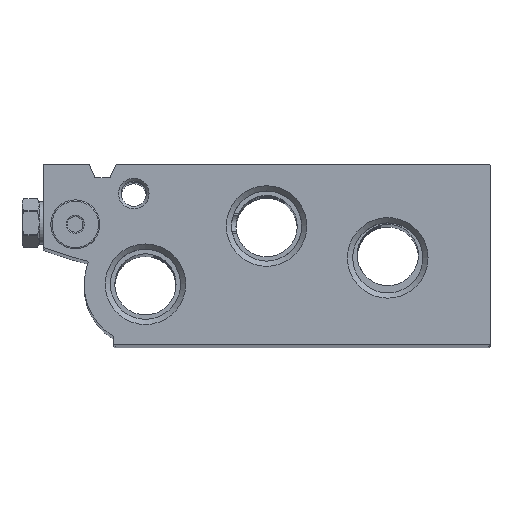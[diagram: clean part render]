
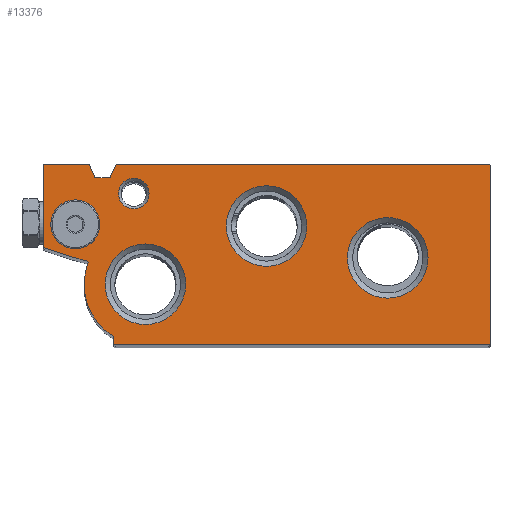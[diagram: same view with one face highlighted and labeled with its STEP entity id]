
A CAD part, top view. The second image highlights one B-rep face of the part: STEP entity #13376.
In plain terms, the highlighted face is planar.
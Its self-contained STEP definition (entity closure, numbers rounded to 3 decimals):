
#1036=LINE('',#20528,#1595);
#1081=LINE('',#20891,#1640);
#1137=LINE('',#21068,#1696);
#1211=LINE('',#24237,#1770);
#1215=LINE('',#24249,#1774);
#1223=LINE('',#24286,#1782);
#1226=LINE('',#24296,#1785);
#1230=LINE('',#24308,#1789);
#1234=LINE('',#24320,#1793);
#1595=VECTOR('',#16469,1000.);
#1640=VECTOR('',#16788,1000.);
#1696=VECTOR('',#16910,1000.);
#1770=VECTOR('',#17284,1000.);
#1774=VECTOR('',#17296,1000.);
#1782=VECTOR('',#17338,1000.);
#1785=VECTOR('',#17349,1000.);
#1789=VECTOR('',#17361,1000.);
#1793=VECTOR('',#17373,1000.);
#3000=ORIENTED_EDGE('',*,*,#6141,.F.);
#3001=ORIENTED_EDGE('',*,*,#6142,.F.);
#3002=ORIENTED_EDGE('',*,*,#6143,.F.);
#3003=ORIENTED_EDGE('',*,*,#6144,.F.);
#3004=ORIENTED_EDGE('',*,*,#6145,.F.);
#3005=ORIENTED_EDGE('',*,*,#6086,.F.);
#3006=ORIENTED_EDGE('',*,*,#5629,.F.);
#3007=ORIENTED_EDGE('',*,*,#6140,.F.);
#3008=ORIENTED_EDGE('',*,*,#6137,.F.);
#3009=ORIENTED_EDGE('',*,*,#6134,.T.);
#3010=ORIENTED_EDGE('',*,*,#6131,.F.);
#3011=ORIENTED_EDGE('',*,*,#6128,.T.);
#3012=ORIENTED_EDGE('',*,*,#6125,.F.);
#3013=ORIENTED_EDGE('',*,*,#6122,.F.);
#3014=ORIENTED_EDGE('',*,*,#5717,.F.);
#3015=ORIENTED_EDGE('',*,*,#6120,.F.);
#3016=ORIENTED_EDGE('',*,*,#6116,.F.);
#3017=ORIENTED_EDGE('',*,*,#6113,.F.);
#3018=ORIENTED_EDGE('',*,*,#6110,.T.);
#3019=ORIENTED_EDGE('',*,*,#6107,.F.);
#3020=ORIENTED_EDGE('',*,*,#6104,.T.);
#3021=ORIENTED_EDGE('',*,*,#6101,.F.);
#3022=ORIENTED_EDGE('',*,*,#6098,.F.);
#3023=ORIENTED_EDGE('',*,*,#6095,.F.);
#3024=ORIENTED_EDGE('',*,*,#6088,.F.);
#3025=ORIENTED_EDGE('',*,*,#5448,.F.);
#5448=EDGE_CURVE('',#7078,#7079,#1036,.T.);
#5629=EDGE_CURVE('',#7259,#7260,#1081,.T.);
#5717=EDGE_CURVE('',#7347,#7348,#1137,.T.);
#6086=EDGE_CURVE('',#7260,#7078,#8693,.T.);
#6088=EDGE_CURVE('',#7079,#7706,#8695,.T.);
#6095=EDGE_CURVE('',#7706,#7712,#1211,.T.);
#6098=EDGE_CURVE('',#7712,#7714,#8701,.T.);
#6101=EDGE_CURVE('',#7714,#7716,#1215,.T.);
#6104=EDGE_CURVE('',#7718,#7716,#8703,.T.);
#6107=EDGE_CURVE('',#7718,#7720,#8705,.T.);
#6110=EDGE_CURVE('',#7722,#7720,#8707,.T.);
#6113=EDGE_CURVE('',#7722,#7724,#8709,.T.);
#6116=EDGE_CURVE('',#7724,#7726,#8711,.T.);
#6120=EDGE_CURVE('',#7726,#7347,#1223,.T.);
#6122=EDGE_CURVE('',#7348,#7729,#8714,.T.);
#6125=EDGE_CURVE('',#7729,#7731,#1226,.T.);
#6128=EDGE_CURVE('',#7733,#7731,#8716,.T.);
#6131=EDGE_CURVE('',#7733,#7735,#1230,.T.);
#6134=EDGE_CURVE('',#7737,#7735,#8718,.T.);
#6137=EDGE_CURVE('',#7737,#7739,#1234,.T.);
#6140=EDGE_CURVE('',#7739,#7259,#8720,.T.);
#6141=EDGE_CURVE('',#7740,#7740,#8721,.T.);
#6142=EDGE_CURVE('',#7741,#7741,#8722,.T.);
#6143=EDGE_CURVE('',#7742,#7742,#8723,.T.);
#6144=EDGE_CURVE('',#7743,#7743,#8724,.T.);
#6145=EDGE_CURVE('',#7744,#7744,#8725,.T.);
#7078=VERTEX_POINT('',#20527);
#7079=VERTEX_POINT('',#20529);
#7259=VERTEX_POINT('',#20890);
#7260=VERTEX_POINT('',#20892);
#7347=VERTEX_POINT('',#21067);
#7348=VERTEX_POINT('',#21069);
#7706=VERTEX_POINT('',#24224);
#7712=VERTEX_POINT('',#24238);
#7714=VERTEX_POINT('',#24244);
#7716=VERTEX_POINT('',#24250);
#7718=VERTEX_POINT('',#24256);
#7720=VERTEX_POINT('',#24262);
#7722=VERTEX_POINT('',#24268);
#7724=VERTEX_POINT('',#24274);
#7726=VERTEX_POINT('',#24280);
#7729=VERTEX_POINT('',#24291);
#7731=VERTEX_POINT('',#24297);
#7733=VERTEX_POINT('',#24303);
#7735=VERTEX_POINT('',#24309);
#7737=VERTEX_POINT('',#24315);
#7739=VERTEX_POINT('',#24321);
#7740=VERTEX_POINT('',#24328);
#7741=VERTEX_POINT('',#24330);
#7742=VERTEX_POINT('',#24332);
#7743=VERTEX_POINT('',#24334);
#7744=VERTEX_POINT('',#24336);
#8693=CIRCLE('',#14989,0.2);
#8695=CIRCLE('',#14992,0.2);
#8701=CIRCLE('',#15000,0.2);
#8703=CIRCLE('',#15004,0.2);
#8705=CIRCLE('',#15007,10.);
#8707=CIRCLE('',#15010,0.2);
#8709=CIRCLE('',#15013,110.);
#8711=CIRCLE('',#15016,0.2);
#8714=CIRCLE('',#15021,0.2);
#8716=CIRCLE('',#15025,0.2);
#8718=CIRCLE('',#15029,0.2);
#8720=CIRCLE('',#15033,0.2);
#8721=CIRCLE('',#15035,2.5);
#8722=CIRCLE('',#15036,2.5);
#8723=CIRCLE('',#15037,6.578);
#8724=CIRCLE('',#15038,6.579);
#8725=CIRCLE('',#15039,6.578);
#9672=EDGE_LOOP('',(#3000));
#9673=EDGE_LOOP('',(#3001));
#9674=EDGE_LOOP('',(#3002));
#9675=EDGE_LOOP('',(#3003));
#9676=EDGE_LOOP('',(#3004));
#9677=EDGE_LOOP('',(#3005,#3006,#3007,#3008,#3009,#3010,#3011,#3012,#3013,
#3014,#3015,#3016,#3017,#3018,#3019,#3020,#3021,#3022,#3023,#3024,#3025));
#11493=FACE_BOUND('',#9672,.T.);
#11494=FACE_BOUND('',#9673,.T.);
#11495=FACE_BOUND('',#9674,.T.);
#11496=FACE_BOUND('',#9675,.T.);
#11497=FACE_BOUND('',#9676,.T.);
#11498=FACE_BOUND('',#9677,.T.);
#12943=PLANE('',#15034);
#13376=ADVANCED_FACE('',(#11493,#11494,#11495,#11496,#11497,#11498),#12943,
 .F.);
#14989=AXIS2_PLACEMENT_3D('',#24219,#17264,#17265);
#14992=AXIS2_PLACEMENT_3D('',#24223,#17270,#17271);
#15000=AXIS2_PLACEMENT_3D('',#24243,#17290,#17291);
#15004=AXIS2_PLACEMENT_3D('',#24255,#17302,#17303);
#15007=AXIS2_PLACEMENT_3D('',#24261,#17309,#17310);
#15010=AXIS2_PLACEMENT_3D('',#24267,#17316,#17317);
#15013=AXIS2_PLACEMENT_3D('',#24273,#17323,#17324);
#15016=AXIS2_PLACEMENT_3D('',#24279,#17330,#17331);
#15021=AXIS2_PLACEMENT_3D('',#24290,#17343,#17344);
#15025=AXIS2_PLACEMENT_3D('',#24302,#17355,#17356);
#15029=AXIS2_PLACEMENT_3D('',#24314,#17367,#17368);
#15033=AXIS2_PLACEMENT_3D('',#24325,#17379,#17380);
#15034=AXIS2_PLACEMENT_3D('',#24326,#17381,#17382);
#15035=AXIS2_PLACEMENT_3D('',#24327,#17383,#17384);
#15036=AXIS2_PLACEMENT_3D('',#24329,#17385,#17386);
#15037=AXIS2_PLACEMENT_3D('',#24331,#17387,#17388);
#15038=AXIS2_PLACEMENT_3D('',#24333,#17389,#17390);
#15039=AXIS2_PLACEMENT_3D('',#24335,#17391,#17392);
#16469=DIRECTION('',(0.,-1.,0.));
#16788=DIRECTION('',(-1.,0.,0.));
#16910=DIRECTION('',(-1.,0.,0.));
#17264=DIRECTION('',(0.,0.,1.));
#17265=DIRECTION('',(1.,0.,0.));
#17270=DIRECTION('',(0.,0.,1.));
#17271=DIRECTION('',(1.,0.,0.));
#17284=DIRECTION('',(1.,0.,0.));
#17290=DIRECTION('',(0.,0.,1.));
#17291=DIRECTION('',(1.,0.,0.));
#17296=DIRECTION('',(0.,1.,0.));
#17302=DIRECTION('',(0.,0.,1.));
#17303=DIRECTION('',(1.,0.,0.));
#17309=DIRECTION('',(0.,0.,1.));
#17310=DIRECTION('',(1.,0.,0.));
#17316=DIRECTION('',(0.,0.,1.));
#17317=DIRECTION('',(1.,0.,0.));
#17323=DIRECTION('',(0.,0.,1.));
#17324=DIRECTION('',(1.,0.,0.));
#17330=DIRECTION('',(0.,0.,1.));
#17331=DIRECTION('',(1.,0.,0.));
#17338=DIRECTION('',(0.,1.,0.));
#17343=DIRECTION('',(0.,0.,1.));
#17344=DIRECTION('',(1.,0.,0.));
#17349=DIRECTION('',(-0.414,-0.91,0.));
#17355=DIRECTION('',(0.,0.,1.));
#17356=DIRECTION('',(1.,0.,0.));
#17361=DIRECTION('',(-1.,0.,0.));
#17367=DIRECTION('',(0.,0.,1.));
#17368=DIRECTION('',(1.,0.,0.));
#17373=DIRECTION('',(-0.414,0.91,0.));
#17379=DIRECTION('',(0.,0.,1.));
#17380=DIRECTION('',(1.,0.,0.));
#17381=DIRECTION('',(0.,0.,1.));
#17382=DIRECTION('',(1.,0.,0.));
#17383=DIRECTION('',(0.,0.,-1.));
#17384=DIRECTION('',(-1.,0.,0.));
#17385=DIRECTION('',(0.,0.,-1.));
#17386=DIRECTION('',(-1.,0.,0.));
#17387=DIRECTION('',(0.,0.,-1.));
#17388=DIRECTION('',(-1.,0.,0.));
#17389=DIRECTION('',(0.,0.,-1.));
#17390=DIRECTION('',(-1.,0.,0.));
#17391=DIRECTION('',(0.,0.,-1.));
#17392=DIRECTION('',(-1.,0.,0.));
#20527=CARTESIAN_POINT('',(-36.47,29.3,-278.3));
#20528=CARTESIAN_POINT('',(-36.47,29.3,-278.3));
#20529=CARTESIAN_POINT('',(-36.47,0.2,-278.3));
#20890=CARTESIAN_POINT('',(24.401,29.5,-278.3));
#20891=CARTESIAN_POINT('',(24.401,29.5,-278.3));
#20892=CARTESIAN_POINT('',(-36.27,29.5,-278.3));
#21067=CARTESIAN_POINT('',(36.43,29.5,-278.3));
#21068=CARTESIAN_POINT('',(36.43,29.5,-278.3));
#21069=CARTESIAN_POINT('',(29.159,29.5,-278.3));
#24219=CARTESIAN_POINT('',(-36.27,29.3,-278.3));
#24223=CARTESIAN_POINT('',(-36.27,0.2,-278.3));
#24224=CARTESIAN_POINT('',(-36.27,0.,-278.3));
#24237=CARTESIAN_POINT('',(-36.27,0.,-278.3));
#24238=CARTESIAN_POINT('',(24.73,0.,-278.3));
#24243=CARTESIAN_POINT('',(24.73,0.2,-278.3));
#24244=CARTESIAN_POINT('',(24.93,0.2,-278.3));
#24249=CARTESIAN_POINT('',(24.93,0.2,-278.3));
#24250=CARTESIAN_POINT('',(24.93,1.216,-278.3));
#24255=CARTESIAN_POINT('',(25.13,1.216,-278.3));
#24256=CARTESIAN_POINT('',(25.025,1.386,-278.3));
#24261=CARTESIAN_POINT('',(19.78,9.9,-278.3));
#24262=CARTESIAN_POINT('',(29.149,13.396,-278.3));
#24267=CARTESIAN_POINT('',(29.336,13.466,-278.3));
#24268=CARTESIAN_POINT('',(29.283,13.659,-278.3));
#24273=CARTESIAN_POINT('',(-0.041,119.678,-278.3));
#24274=CARTESIAN_POINT('',(36.296,15.853,-278.3));
#24279=CARTESIAN_POINT('',(36.23,16.042,-278.3));
#24280=CARTESIAN_POINT('',(36.43,16.042,-278.3));
#24286=CARTESIAN_POINT('',(36.43,16.042,-278.3));
#24290=CARTESIAN_POINT('',(29.159,29.3,-278.3));
#24291=CARTESIAN_POINT('',(28.977,29.383,-278.3));
#24296=CARTESIAN_POINT('',(28.977,29.383,-278.3));
#24297=CARTESIAN_POINT('',(28.083,27.417,-278.3));
#24302=CARTESIAN_POINT('',(27.901,27.5,-278.3));
#24303=CARTESIAN_POINT('',(27.901,27.3,-278.3));
#24308=CARTESIAN_POINT('',(27.901,27.3,-278.3));
#24309=CARTESIAN_POINT('',(25.659,27.3,-278.3));
#24314=CARTESIAN_POINT('',(25.659,27.5,-278.3));
#24315=CARTESIAN_POINT('',(25.477,27.417,-278.3));
#24320=CARTESIAN_POINT('',(25.477,27.417,-278.3));
#24321=CARTESIAN_POINT('',(24.583,29.383,-278.3));
#24325=CARTESIAN_POINT('',(24.401,29.3,-278.3));
#24326=CARTESIAN_POINT('',(-36.27,29.3,-278.3));
#24327=CARTESIAN_POINT('',(21.68,24.7,-278.3));
#24328=CARTESIAN_POINT('',(19.18,24.7,-278.3));
#24329=CARTESIAN_POINT('',(31.23,19.67,-278.3));
#24330=CARTESIAN_POINT('',(28.73,19.67,-278.3));
#24331=CARTESIAN_POINT('',(-19.78,14.2,-278.3));
#24332=CARTESIAN_POINT('',(-26.359,14.2,-278.3));
#24333=CARTESIAN_POINT('',(19.78,9.9,-278.3));
#24334=CARTESIAN_POINT('',(13.202,9.9,-278.3));
#24335=CARTESIAN_POINT('',(0.,19.4,-278.3));
#24336=CARTESIAN_POINT('',(-6.578,19.4,-278.3));
